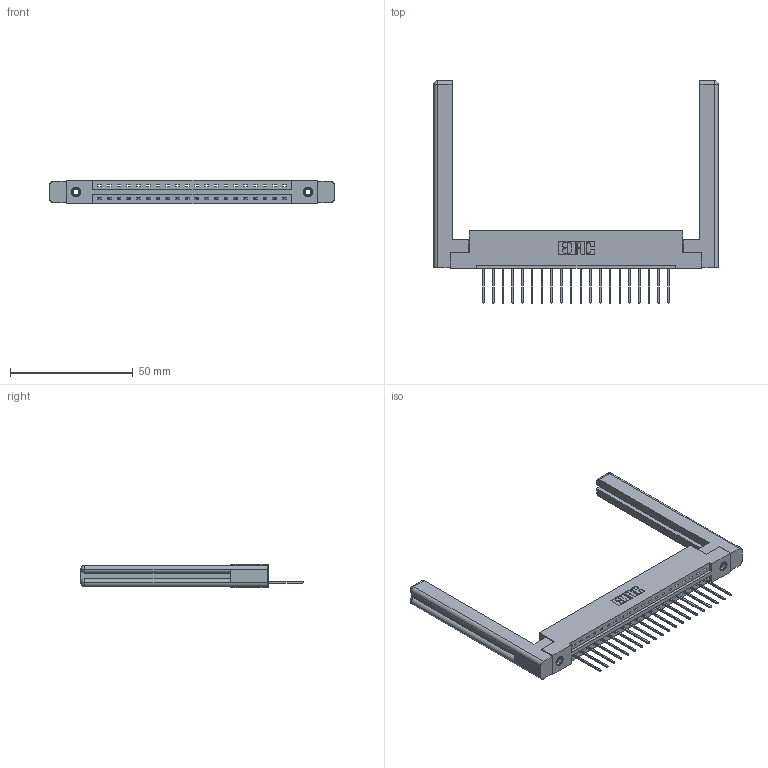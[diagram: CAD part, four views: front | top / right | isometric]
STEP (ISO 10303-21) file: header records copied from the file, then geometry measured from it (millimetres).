
FILE_DESCRIPTION (( 'STEP AP203' ), '1' );
FILE_NAME ('337-020-540-158.STEP', '2019-09-28T23:00:29', ( '' ), ( '' ), 'SwSTEP 2.0', 'SolidWorks 2016', '' );
FILE_SCHEMA (( 'CONFIG_CONTROL_DESIGN' ));
Length unit declared in the file: inch
Products named in the file (5): 345-292-001_345-293-140; 345-250-001_345-250-001-102; 337 Part_Flush Mounting Lugs - 0.156 Dia-TI; 307-220-058; 337-020-540-158
Assembly tree (25 placements, depth 2):
  337-020-540-158
    337 Part_Flush Mounting Lugs - 0.156 Dia-TI
    345-292-001_345-293-140  x20
    345-250-001_345-250-001-102  x2
    307-220-058  x2
Bounding box: 115.87 x 90.56 x 9.4 mm (x, y, z)
Volume: 18957.2 mm3; surface area: 17480.3 mm2
Topology: 25 solids, 25 shells, 1496 faces, 4425 edges, 2910 vertices
Faces by surface type: plane 1074, cylinder 398, cone 12, torus 12
Entity records: 20364 total; most frequent: CARTESIAN_POINT 3545, ORIENTED_EDGE 3440, DIRECTION 3048, EDGE_CURVE 1720, VECTOR 1544, LINE 1544, VERTEX_POINT 1138, AXIS2_PLACEMENT_3D 752
